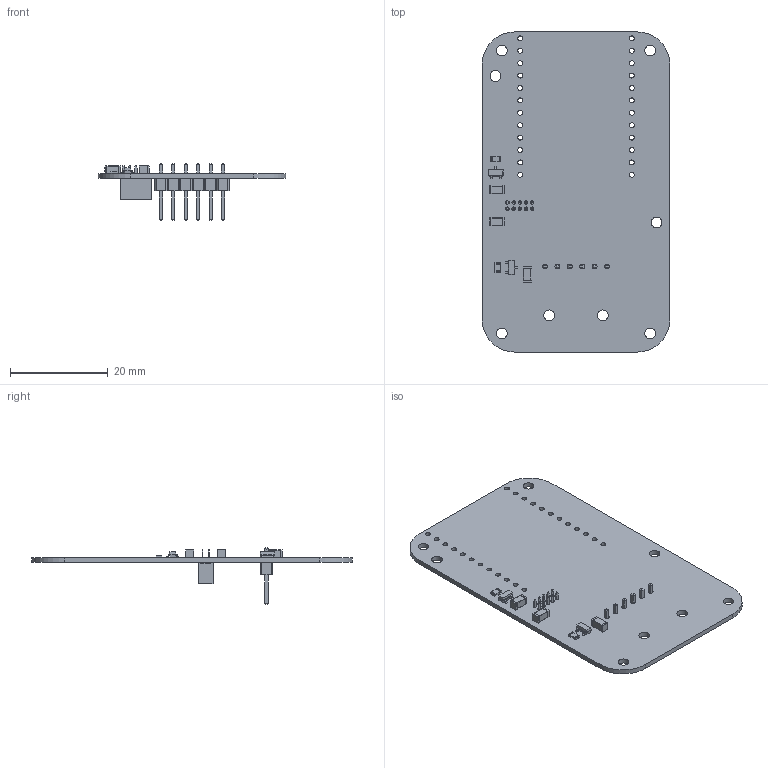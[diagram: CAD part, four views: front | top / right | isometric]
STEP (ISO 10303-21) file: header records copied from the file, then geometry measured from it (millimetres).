
FILE_DESCRIPTION(('FreeCAD Model'),'2;1');
FILE_NAME('sniffer.step', '2020-09-09T10:15:09',('Author'),(''), 'Open CASCADE STEP processor 7.4','FreeCAD','Unknown');
FILE_SCHEMA(('AUTOMOTIVE_DESIGN { 1 0 10303 214 1 1 1 1 }'));
Length unit declared in the file: millimetre
Products named in the file (17): sniffer; Board_Geoms_cf72; Local_CS_cf72; Pcb_cf72; PCB_Sketch_cf72; Step_Models_cf72; Top_cf72; C1_C_1206_3216Metric_5F537C55; C2_C_1206_3216Metric_5F537BB3; C3_C_1206_3216Metric_5F537BE3; Q1_SOT_23_5F5360C2; Q2_SOT_23_5F537B45; R1_R_0805_2012Metric_5F53A661; R2_R_0805_2012Metric_5F537C13; Bot_cf72; J1_PinHeader_1x06_P254mm_Vertical_5F53974B; J2_PinSocket_2x05_P127mm_Vertical_5F536015
Assembly tree (16 placements, depth 4):
  sniffer
    Board_Geoms_cf72
      Local_CS_cf72
      Pcb_cf72
      PCB_Sketch_cf72
    Step_Models_cf72
      Top_cf72
        C1_C_1206_3216Metric_5F537C55
        C2_C_1206_3216Metric_5F537BB3
        C3_C_1206_3216Metric_5F537BE3
        Q1_SOT_23_5F5360C2
        Q2_SOT_23_5F537B45
        R1_R_0805_2012Metric_5F53A661
        R2_R_0805_2012Metric_5F537C13
      Bot_cf72
        J1_PinHeader_1x06_P254mm_Vertical_5F53974B
        J2_PinSocket_2x05_P127mm_Vertical_5F536015
Bounding box: 38.4 x 65.5 x 11.54 mm (x, y, z)
Volume: 2647.8 mm3; surface area: 5880.5 mm2
Topology: 10 solids, 10 shells, 814 faces, 2066 edges, 1328 vertices
Faces by surface type: plane 632, cylinder 128, bspline 54
Full cylindrical faces by diameter (mm): 0.7 x10, 1 x30, 2.2 x8
Entity records: 29741 total; most frequent: CARTESIAN_POINT 4451, ORIENTED_EDGE 4116, DIRECTION 3816, EDGE_CURVE 2058, LINE 1742, VECTOR 1742, VERTEX_POINT 1312, AXIS2_PLACEMENT_3D 1037
